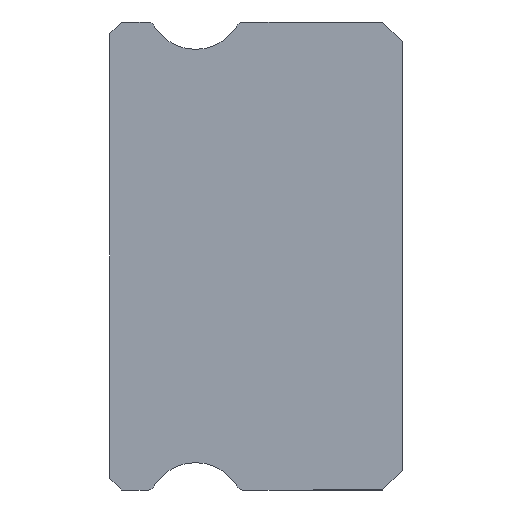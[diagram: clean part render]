
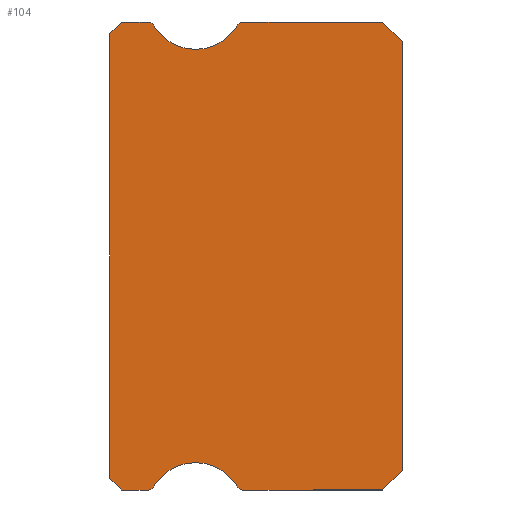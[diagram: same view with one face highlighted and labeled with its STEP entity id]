
A CAD part, left-side view. The second image highlights one B-rep face of the part: STEP entity #104.
In plain terms, the highlighted planar face has unit normal (-1, 0, 0).
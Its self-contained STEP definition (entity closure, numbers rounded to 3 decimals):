
#4 = LINE ( 'NONE', #1480, #1629 ) ;
#35 = EDGE_CURVE ( 'NONE', #872, #1531, #2534, .T. ) ;
#50 = CARTESIAN_POINT ( 'NONE',  ( -10., 6.512, -6. ) ) ;
#77 = ORIENTED_EDGE ( 'NONE', *, *, #3197, .F. ) ;
#104 = ADVANCED_FACE ( 'NONE', ( #708 ), #1899, .F. ) ;
#109 = DIRECTION ( 'NONE',  ( 0., 0., 1. ) ) ;
#110 = EDGE_CURVE ( 'NONE', #3702, #1531, #1685, .T. ) ;
#137 = DIRECTION ( 'NONE',  ( 0., -0.707, -0.707 ) ) ;
#148 = CARTESIAN_POINT ( 'NONE',  ( -10., 7.5, -5.7 ) ) ;
#165 = ORIENTED_EDGE ( 'NONE', *, *, #1441, .F. ) ;
#230 = ORIENTED_EDGE ( 'NONE', *, *, #3737, .F. ) ;
#237 = EDGE_CURVE ( 'NONE', #3133, #1541, #1012, .T. ) ;
#321 = AXIS2_PLACEMENT_3D ( 'NONE', #1390, #819, #2000 ) ;
#339 = EDGE_CURVE ( 'NONE', #780, #872, #1212, .T. ) ;
#393 = EDGE_CURVE ( 'NONE', #3390, #1755, #3005, .T. ) ;
#396 = DIRECTION ( 'NONE',  ( 0., 0., -1. ) ) ;
#443 = AXIS2_PLACEMENT_3D ( 'NONE', #2876, #2913, #767 ) ;
#485 = ORIENTED_EDGE ( 'NONE', *, *, #2109, .T. ) ;
#488 = DIRECTION ( 'NONE',  ( 0., 0., 1. ) ) ;
#582 = CARTESIAN_POINT ( 'NONE',  ( -10., 7.5, 5.7 ) ) ;
#590 = EDGE_CURVE ( 'NONE', #2454, #2932, #4, .T. ) ;
#610 = CARTESIAN_POINT ( 'NONE',  ( -10., 6.383, -5.925 ) ) ;
#664 = CARTESIAN_POINT ( 'NONE',  ( -10., 0., 5.5 ) ) ;
#708 = FACE_OUTER_BOUND ( 'NONE', #1282, .T. ) ;
#727 = CARTESIAN_POINT ( 'NONE',  ( -10., 0., 5.5 ) ) ;
#738 = DIRECTION ( 'NONE',  ( 0., 1., 0. ) ) ;
#761 = VECTOR ( 'NONE', #2987, 1000. ) ;
#767 = DIRECTION ( 'NONE',  ( 0., 0., -1. ) ) ;
#780 = VERTEX_POINT ( 'NONE', #148 ) ;
#794 = EDGE_CURVE ( 'NONE', #2805, #1502, #2186, .T. ) ;
#813 = CARTESIAN_POINT ( 'NONE',  ( -10., 0., -5.5 ) ) ;
#819 = DIRECTION ( 'NONE',  ( -1., 0., 0. ) ) ;
#822 = VERTEX_POINT ( 'NONE', #1010 ) ;
#872 = VERTEX_POINT ( 'NONE', #3082 ) ;
#931 = DIRECTION ( 'NONE',  ( 0., -1., 0. ) ) ;
#956 = CIRCLE ( 'NONE', #3038, 1.25 ) ;
#998 = DIRECTION ( 'NONE',  ( 1., 0., 0. ) ) ;
#1010 = CARTESIAN_POINT ( 'NONE',  ( -10., 0., -5.5 ) ) ;
#1012 = CIRCLE ( 'NONE', #443, 1.25 ) ;
#1037 = VECTOR ( 'NONE', #2839, 1000. ) ;
#1074 = CARTESIAN_POINT ( 'NONE',  ( -10., 4.088, -6. ) ) ;
#1092 = VERTEX_POINT ( 'NONE', #1946 ) ;
#1097 = CARTESIAN_POINT ( 'NONE',  ( -10., 6.512, 5.85 ) ) ;
#1108 = ORIENTED_EDGE ( 'NONE', *, *, #339, .T. ) ;
#1132 = DIRECTION ( 'NONE',  ( 1., 0., 0. ) ) ;
#1136 = CARTESIAN_POINT ( 'NONE',  ( -10., 5.3, 5.3 ) ) ;
#1154 = ORIENTED_EDGE ( 'NONE', *, *, #590, .F. ) ;
#1212 = LINE ( 'NONE', #1484, #1748 ) ;
#1255 = VECTOR ( 'NONE', #137, 1000. ) ;
#1282 = EDGE_LOOP ( 'NONE', ( #3003, #3712, #1108, #2416, #3870, #3535, #77, #2288, #1496, #1295, #230, #1154, #3907, #3744, #1596, #165, #485 ) ) ;
#1295 = ORIENTED_EDGE ( 'NONE', *, *, #2517, .T. ) ;
#1372 = LINE ( 'NONE', #3779, #1255 ) ;
#1390 = CARTESIAN_POINT ( 'NONE',  ( -10., 5.3, -6.55 ) ) ;
#1408 = EDGE_CURVE ( 'NONE', #780, #1755, #3865, .T. ) ;
#1419 = LINE ( 'NONE', #813, #1773 ) ;
#1441 = EDGE_CURVE ( 'NONE', #1092, #3133, #2421, .T. ) ;
#1480 = CARTESIAN_POINT ( 'NONE',  ( -10., 6.512, 6. ) ) ;
#1484 = CARTESIAN_POINT ( 'NONE',  ( -10., 7.2, -6. ) ) ;
#1496 = ORIENTED_EDGE ( 'NONE', *, *, #2024, .F. ) ;
#1502 = VERTEX_POINT ( 'NONE', #1074 ) ;
#1515 = CIRCLE ( 'NONE', #3671, 0.15 ) ;
#1531 = VERTEX_POINT ( 'NONE', #3576 ) ;
#1541 = VERTEX_POINT ( 'NONE', #1136 ) ;
#1561 = VECTOR ( 'NONE', #2771, 1000. ) ;
#1576 = CIRCLE ( 'NONE', #1889, 0.15 ) ;
#1596 = ORIENTED_EDGE ( 'NONE', *, *, #237, .F. ) ;
#1629 = VECTOR ( 'NONE', #931, 1000. ) ;
#1685 = CIRCLE ( 'NONE', #1877, 0.15 ) ;
#1713 = CARTESIAN_POINT ( 'NONE',  ( -10., 7.5, 5.7 ) ) ;
#1748 = VECTOR ( 'NONE', #3580, 1000. ) ;
#1755 = VERTEX_POINT ( 'NONE', #1713 ) ;
#1773 = VECTOR ( 'NONE', #3813, 1000. ) ;
#1777 = CARTESIAN_POINT ( 'NONE',  ( -10., 4.088, 5.85 ) ) ;
#1877 = AXIS2_PLACEMENT_3D ( 'NONE', #2793, #2452, #3721 ) ;
#1889 = AXIS2_PLACEMENT_3D ( 'NONE', #3660, #2477, #396 ) ;
#1899 = PLANE ( 'NONE',  #3551 ) ;
#1912 = VECTOR ( 'NONE', #488, 1000. ) ;
#1946 = CARTESIAN_POINT ( 'NONE',  ( -10., 6.512, 6. ) ) ;
#1981 = AXIS2_PLACEMENT_3D ( 'NONE', #1097, #1132, #3791 ) ;
#2000 = DIRECTION ( 'NONE',  ( 0., 0., -1. ) ) ;
#2024 = EDGE_CURVE ( 'NONE', #822, #2805, #1419, .T. ) ;
#2063 = CARTESIAN_POINT ( 'NONE',  ( -10., 6.383, 5.925 ) ) ;
#2109 = EDGE_CURVE ( 'NONE', #1092, #3390, #2798, .T. ) ;
#2120 = CARTESIAN_POINT ( 'NONE',  ( -10., 4.088, 6. ) ) ;
#2160 = DIRECTION ( 'NONE',  ( 0., 0., -1. ) ) ;
#2186 = LINE ( 'NONE', #3408, #2579 ) ;
#2187 = CARTESIAN_POINT ( 'NONE',  ( -10., 5.3, 6.55 ) ) ;
#2199 = CARTESIAN_POINT ( 'NONE',  ( -10., 7.2, 6. ) ) ;
#2232 = DIRECTION ( 'NONE',  ( -1., 0., 0. ) ) ;
#2255 = LINE ( 'NONE', #727, #3622 ) ;
#2288 = ORIENTED_EDGE ( 'NONE', *, *, #794, .F. ) ;
#2405 = VERTEX_POINT ( 'NONE', #664 ) ;
#2416 = ORIENTED_EDGE ( 'NONE', *, *, #35, .T. ) ;
#2421 = CIRCLE ( 'NONE', #1981, 0.15 ) ;
#2452 = DIRECTION ( 'NONE',  ( 1., 0., 0. ) ) ;
#2454 = VERTEX_POINT ( 'NONE', #2120 ) ;
#2477 = DIRECTION ( 'NONE',  ( 1., 0., 0. ) ) ;
#2517 = EDGE_CURVE ( 'NONE', #822, #2405, #2255, .T. ) ;
#2527 = VERTEX_POINT ( 'NONE', #2553 ) ;
#2534 = LINE ( 'NONE', #50, #1561 ) ;
#2548 = CARTESIAN_POINT ( 'NONE',  ( -10., 0.5, 6. ) ) ;
#2553 = CARTESIAN_POINT ( 'NONE',  ( -10., 4.217, 5.925 ) ) ;
#2579 = VECTOR ( 'NONE', #738, 1000. ) ;
#2588 = CIRCLE ( 'NONE', #321, 1.25 ) ;
#2646 = EDGE_CURVE ( 'NONE', #2751, #3702, #2588, .T. ) ;
#2647 = CARTESIAN_POINT ( 'NONE',  ( -10., 7.5, 5.85 ) ) ;
#2751 = VERTEX_POINT ( 'NONE', #3885 ) ;
#2755 = CARTESIAN_POINT ( 'NONE',  ( -10., 6.512, 5.85 ) ) ;
#2771 = DIRECTION ( 'NONE',  ( 0., -1., 0. ) ) ;
#2793 = CARTESIAN_POINT ( 'NONE',  ( -10., 6.512, -5.85 ) ) ;
#2798 = LINE ( 'NONE', #2199, #1037 ) ;
#2805 = VERTEX_POINT ( 'NONE', #3630 ) ;
#2839 = DIRECTION ( 'NONE',  ( 0., 1., 0. ) ) ;
#2876 = CARTESIAN_POINT ( 'NONE',  ( -10., 5.3, 6.55 ) ) ;
#2913 = DIRECTION ( 'NONE',  ( -1., 0., 0. ) ) ;
#2932 = VERTEX_POINT ( 'NONE', #2548 ) ;
#2966 = EDGE_CURVE ( 'NONE', #1541, #2527, #956, .T. ) ;
#2987 = DIRECTION ( 'NONE',  ( 0., 0.707, -0.707 ) ) ;
#3003 = ORIENTED_EDGE ( 'NONE', *, *, #393, .T. ) ;
#3005 = LINE ( 'NONE', #582, #761 ) ;
#3038 = AXIS2_PLACEMENT_3D ( 'NONE', #2187, #2232, #3392 ) ;
#3082 = CARTESIAN_POINT ( 'NONE',  ( -10., 7.2, -6. ) ) ;
#3133 = VERTEX_POINT ( 'NONE', #2063 ) ;
#3197 = EDGE_CURVE ( 'NONE', #1502, #2751, #1576, .T. ) ;
#3390 = VERTEX_POINT ( 'NONE', #3725 ) ;
#3392 = DIRECTION ( 'NONE',  ( 0., 0., -1. ) ) ;
#3408 = CARTESIAN_POINT ( 'NONE',  ( -10., 6.512, -6. ) ) ;
#3487 = EDGE_CURVE ( 'NONE', #2527, #2454, #1515, .T. ) ;
#3535 = ORIENTED_EDGE ( 'NONE', *, *, #2646, .F. ) ;
#3551 = AXIS2_PLACEMENT_3D ( 'NONE', #2755, #998, #2160 ) ;
#3576 = CARTESIAN_POINT ( 'NONE',  ( -10., 6.512, -6. ) ) ;
#3580 = DIRECTION ( 'NONE',  ( 0., -0.707, -0.707 ) ) ;
#3622 = VECTOR ( 'NONE', #109, 1000. ) ;
#3630 = CARTESIAN_POINT ( 'NONE',  ( -10., 0.5, -6. ) ) ;
#3660 = CARTESIAN_POINT ( 'NONE',  ( -10., 4.088, -5.85 ) ) ;
#3671 = AXIS2_PLACEMENT_3D ( 'NONE', #1777, #3838, #3823 ) ;
#3702 = VERTEX_POINT ( 'NONE', #610 ) ;
#3712 = ORIENTED_EDGE ( 'NONE', *, *, #1408, .F. ) ;
#3721 = DIRECTION ( 'NONE',  ( 0., 0., -1. ) ) ;
#3725 = CARTESIAN_POINT ( 'NONE',  ( -10., 7.2, 6. ) ) ;
#3737 = EDGE_CURVE ( 'NONE', #2932, #2405, #1372, .T. ) ;
#3744 = ORIENTED_EDGE ( 'NONE', *, *, #2966, .F. ) ;
#3779 = CARTESIAN_POINT ( 'NONE',  ( -10., 0.5, 6. ) ) ;
#3791 = DIRECTION ( 'NONE',  ( 0., 0., -1. ) ) ;
#3813 = DIRECTION ( 'NONE',  ( 0., 0.707, -0.707 ) ) ;
#3823 = DIRECTION ( 'NONE',  ( 0., 0., -1. ) ) ;
#3838 = DIRECTION ( 'NONE',  ( 1., 0., 0. ) ) ;
#3865 = LINE ( 'NONE', #2647, #1912 ) ;
#3870 = ORIENTED_EDGE ( 'NONE', *, *, #110, .F. ) ;
#3885 = CARTESIAN_POINT ( 'NONE',  ( -10., 4.217, -5.925 ) ) ;
#3907 = ORIENTED_EDGE ( 'NONE', *, *, #3487, .F. ) ;
